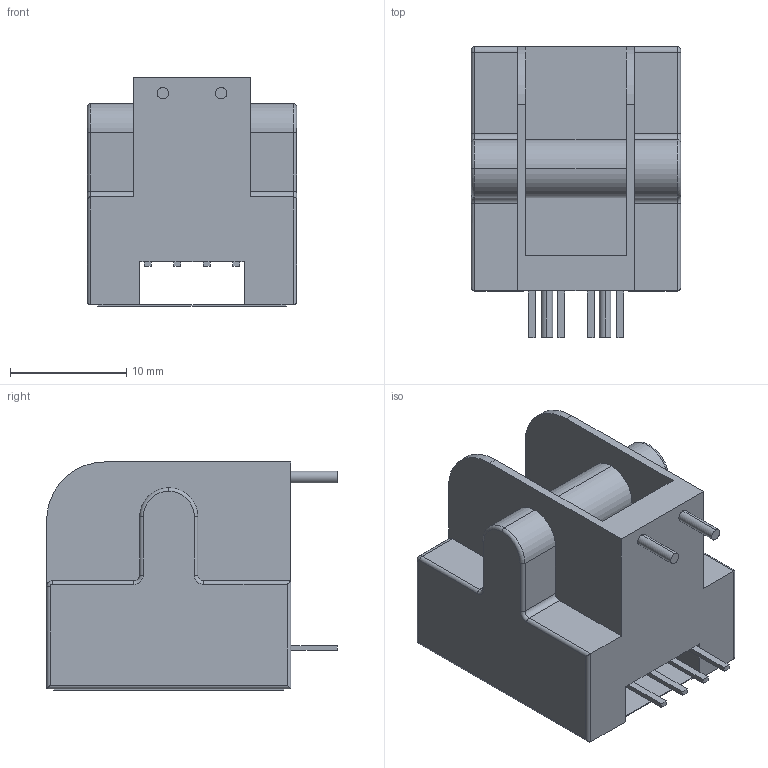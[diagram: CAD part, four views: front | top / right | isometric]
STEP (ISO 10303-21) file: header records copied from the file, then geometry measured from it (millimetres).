
FILE_DESCRIPTION (( 'STEP AP214' ), '1' );
FILE_NAME ('SC_LA12_L19.6W18H21LL4.STEP', '2019-07-22T19:35:35', ( '' ), ( '' ), 'SwSTEP 2.0', 'SolidWorks 2014', '' );
FILE_SCHEMA (( 'AUTOMOTIVE_DESIGN' ));
Length unit declared in the file: millimetre
Products named in the file (1): SC_LA12_L19.6W18H21LL4
Bounding box: 18 x 25 x 19.6 mm (x, y, z)
Volume: 4121.3 mm3; surface area: 3096.1 mm2
Topology: 1 solids, 1 shells, 150 faces, 400 edges, 255 vertices
Faces by surface type: plane 110, cylinder 31, torus 9
Entity records: 5682 total; most frequent: CARTESIAN_POINT 824, ORIENTED_EDGE 800, DIRECTION 756, EDGE_CURVE 400, VECTOR 334, LINE 334, VERTEX_POINT 255, AXIS2_PLACEMENT_3D 211
